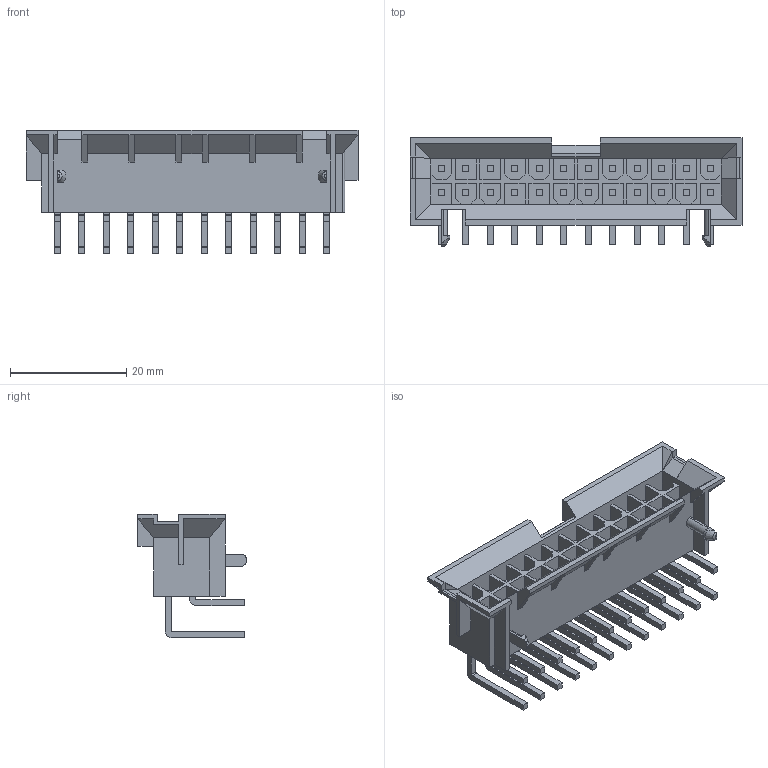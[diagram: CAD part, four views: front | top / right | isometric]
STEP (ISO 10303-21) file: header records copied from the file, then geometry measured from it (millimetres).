
FILE_DESCRIPTION((''),'2;1');
FILE_NAME('015246240','2013-11-05T',('me'),(''),'PRO/ENGINEER BY PARAMETRIC TECHNOLOGY CORPORATION, 2012230','PRO/ENGINEER BY PARAMETRIC TECHNOLOGY CORPORATION, 2012230','');
FILE_SCHEMA(('CONFIG_CONTROL_DESIGN'));
Length unit declared in the file: millimetre
Products named in the file (1): 015246240
Bounding box: 57 x 18.6 x 21.23 mm (x, y, z)
Volume: 4591.9 mm3; surface area: 8089.5 mm2
Topology: 1 solids, 1 shells, 593 faces, 1645 edges, 1106 vertices
Faces by surface type: plane 536, cylinder 53, cone 2, bspline 2
Entity records: 18743 total; most frequent: CARTESIAN_POINT 3402, ORIENTED_EDGE 3182, DIRECTION 2989, EDGE_CURVE 1591, VECTOR 1473, LINE 1473, VERTEX_POINT 1050, AXIS2_PLACEMENT_3D 758
